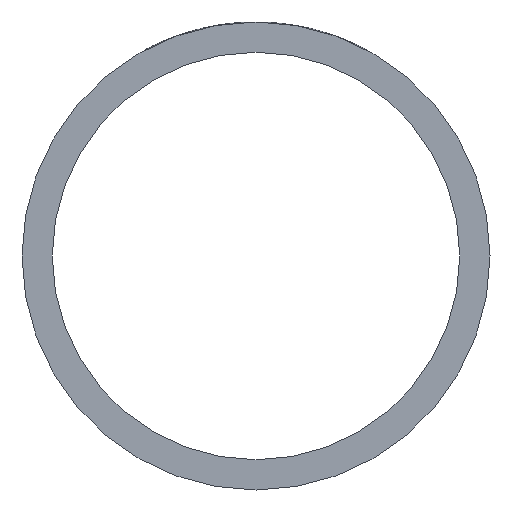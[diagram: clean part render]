
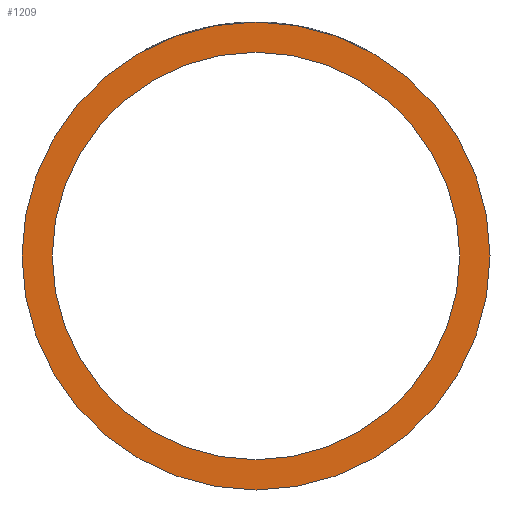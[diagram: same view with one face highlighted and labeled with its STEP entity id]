
A CAD part, front view. The second image highlights one B-rep face of the part: STEP entity #1209.
In plain terms, the highlighted planar face has unit normal (0, -1, 0).
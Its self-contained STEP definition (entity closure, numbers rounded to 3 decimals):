
#132 = AXIS2_PLACEMENT_3D ( 'NONE', #661, #2136, #436 ) ;
#190 = ORIENTED_EDGE ( 'NONE', *, *, #712, .T. ) ;
#218 = AXIS2_PLACEMENT_3D ( 'NONE', #1649, #2094, #2514 ) ;
#250 = CARTESIAN_POINT ( 'NONE',  ( 0., -2., 0. ) ) ;
#287 = VERTEX_POINT ( 'NONE', #1199 ) ;
#380 = PLANE ( 'NONE',  #218 ) ;
#423 = VERTEX_POINT ( 'NONE', #2364 ) ;
#436 = DIRECTION ( 'NONE',  ( 0., 0., 1. ) ) ;
#459 = DIRECTION ( 'NONE',  ( 0., 1., 0. ) ) ;
#570 = FACE_BOUND ( 'NONE', #1560, .T. ) ;
#596 = AXIS2_PLACEMENT_3D ( 'NONE', #1896, #2522, #1247 ) ;
#661 = CARTESIAN_POINT ( 'NONE',  ( 0., -2., 0. ) ) ;
#712 = EDGE_CURVE ( 'Defeature ausgef�hrt1_1+Defeature ausgef�hrt1_3+Defeature ausgef�hrt1_3+Defeature ausgef�hrt1_3', #423, #1912, #2552, .T. ) ;
#805 = CARTESIAN_POINT ( 'NONE',  ( 0., -2., 0. ) ) ;
#845 = EDGE_CURVE ( 'Defeature ausgef�hrt1_0+Defeature ausgef�hrt1_1+Defeature ausgef�hrt1_1+Defeature ausgef�hrt1_1', #287, #1698, #1313, .T. ) ;
#1109 = CARTESIAN_POINT ( 'NONE',  ( 0., -2., -2.9 ) ) ;
#1199 = CARTESIAN_POINT ( 'NONE',  ( 0., -2., 2.9 ) ) ;
#1209 = ADVANCED_FACE ( 'Defeature ausgef�hrt1_1', ( #570, #1372 ), #380, .F. ) ;
#1247 = DIRECTION ( 'NONE',  ( 0., 0., 1. ) ) ;
#1264 = EDGE_CURVE ( 'Defeature ausgef�hrt1_1+Defeature ausgef�hrt1_3+Defeature ausgef�hrt1_3+Defeature ausgef�hrt1_3', #1912, #423, #2412, .T. ) ;
#1301 = EDGE_CURVE ( 'Defeature ausgef�hrt1_0+Defeature ausgef�hrt1_1+Defeature ausgef�hrt1_1+Defeature ausgef�hrt1_1', #1698, #287, #1730, .T. ) ;
#1313 = CIRCLE ( 'NONE', #596, 2.9 ) ;
#1372 = FACE_OUTER_BOUND ( 'NONE', #2652, .T. ) ;
#1456 = AXIS2_PLACEMENT_3D ( 'NONE', #805, #2492, #2469 ) ;
#1560 = EDGE_LOOP ( 'NONE', ( #190, #1802 ) ) ;
#1649 = CARTESIAN_POINT ( 'NONE',  ( 0., -2., 0. ) ) ;
#1656 = DIRECTION ( 'NONE',  ( 0., 0., 1. ) ) ;
#1698 = VERTEX_POINT ( 'NONE', #1109 ) ;
#1730 = CIRCLE ( 'NONE', #132, 2.9 ) ;
#1793 = CARTESIAN_POINT ( 'NONE',  ( 0., -2., -2.525 ) ) ;
#1802 = ORIENTED_EDGE ( 'NONE', *, *, #1264, .T. ) ;
#1896 = CARTESIAN_POINT ( 'NONE',  ( 0., -2., 0. ) ) ;
#1912 = VERTEX_POINT ( 'NONE', #1793 ) ;
#2094 = DIRECTION ( 'NONE',  ( 0., 1., 0. ) ) ;
#2136 = DIRECTION ( 'NONE',  ( 0., 1., 0. ) ) ;
#2364 = CARTESIAN_POINT ( 'NONE',  ( 0., -2., 2.525 ) ) ;
#2412 = CIRCLE ( 'NONE', #2625, 2.525 ) ;
#2441 = ORIENTED_EDGE ( 'NONE', *, *, #1301, .F. ) ;
#2469 = DIRECTION ( 'NONE',  ( 0., 0., 1. ) ) ;
#2492 = DIRECTION ( 'NONE',  ( 0., 1., 0. ) ) ;
#2514 = DIRECTION ( 'NONE',  ( 0., 0., 1. ) ) ;
#2522 = DIRECTION ( 'NONE',  ( 0., 1., 0. ) ) ;
#2552 = CIRCLE ( 'NONE', #1456, 2.525 ) ;
#2581 = ORIENTED_EDGE ( 'NONE', *, *, #845, .F. ) ;
#2625 = AXIS2_PLACEMENT_3D ( 'NONE', #250, #459, #1656 ) ;
#2652 = EDGE_LOOP ( 'NONE', ( #2581, #2441 ) ) ;
